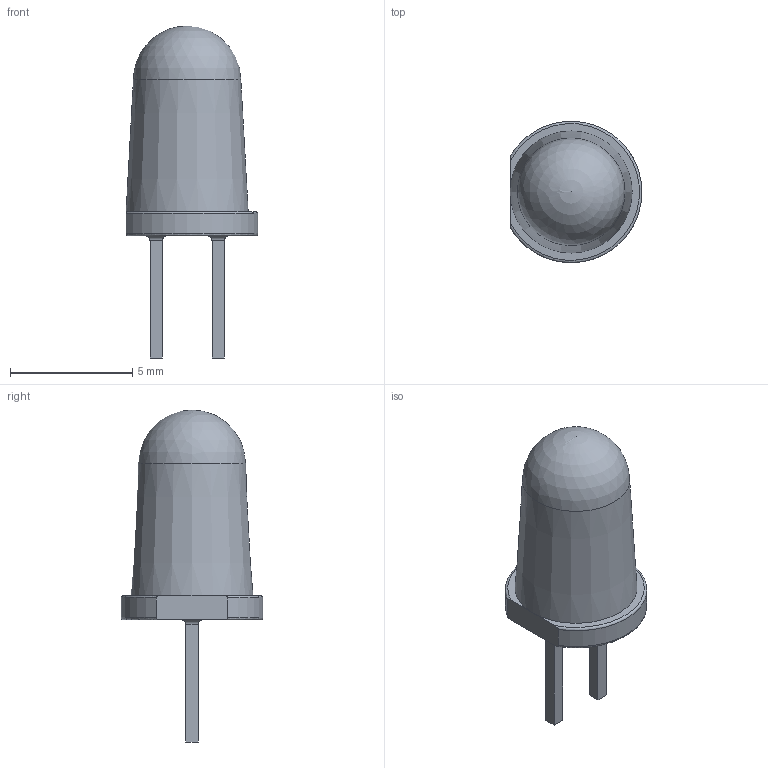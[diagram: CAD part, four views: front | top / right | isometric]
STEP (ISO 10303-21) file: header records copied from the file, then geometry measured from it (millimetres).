
FILE_DESCRIPTION(('for SolidWorks'),'2;1');
FILE_NAME( 'led-5r_yellow.step', '2016-05-12T21:40:10',('Alex'),(''),'Open CASCADE STEP processor 6.6', 'DipTrace','Unknown');
FILE_SCHEMA(('AUTOMOTIVE_DESIGN { 1 0 10303 214 1 1 1 1 }'));
Length unit declared in the file: millimetre
Products named in the file (1): LED-5R_Yellow
Bounding box: 5.4 x 5.8 x 13.6 mm (x, y, z)
Volume: 144.2 mm3; surface area: 178.3 mm2
Topology: 1 solids, 1 shells, 26 faces, 58 edges, 35 vertices
Faces by surface type: plane 13, cylinder 9, torus 2, cone 1, sphere 1
Entity records: 1293 total; most frequent: CARTESIAN_POINT 519, DIRECTION 122, ORIENTED_EDGE 114, EDGE_CURVE 57, AXIS2_PLACEMENT_3D 42, LINE 38, VECTOR 38, VERTEX_POINT 35
